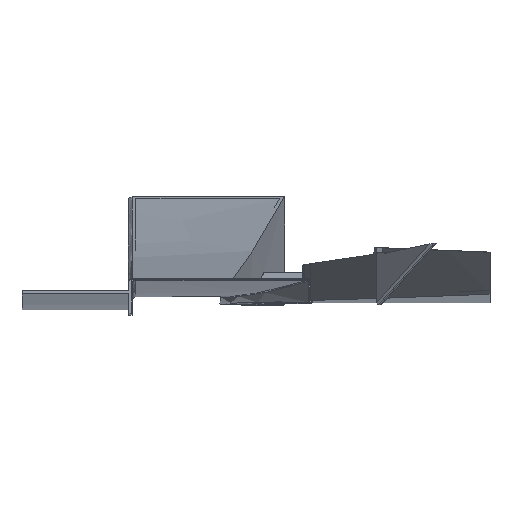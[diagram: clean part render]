
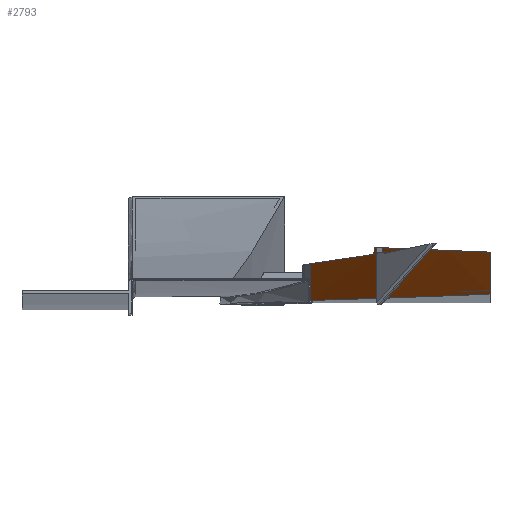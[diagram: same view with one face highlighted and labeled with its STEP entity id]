
A CAD part, top view. The second image highlights one B-rep face of the part: STEP entity #2793.
In plain terms, the highlighted free-form (B-spline) face has degree [2, 1] with [3, 2] control points.
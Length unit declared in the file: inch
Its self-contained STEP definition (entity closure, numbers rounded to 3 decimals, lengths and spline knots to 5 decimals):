
#215 = CARTESIAN_POINT ( 'NONE',  ( -4.44353, 1.59211, 27.21722 ) ) ;
#297 = EDGE_CURVE ( 'NONE', #4037, #5815, #3815, .T. ) ;
#300 = CARTESIAN_POINT ( 'NONE',  ( -6.01536, 3.83188, 24.4438 ) ) ;
#342 = CARTESIAN_POINT ( 'NONE',  ( -3.32279, 4.06562, 29.13795 ) ) ;
#399 = EDGE_CURVE ( 'NONE', #3253, #4632, #1556, .T. ) ;
#415 = LINE ( 'NONE', #6575, #1514 ) ;
#566 = VERTEX_POINT ( 'NONE', #5236 ) ;
#574 = ORIENTED_EDGE ( 'NONE', *, *, #1192, .F. ) ;
#612 = VERTEX_POINT ( 'NONE', #2279 ) ;
#672 = CARTESIAN_POINT ( 'NONE',  ( -9.28547, 3.3611, 18.25216 ) ) ;
#726 = EDGE_CURVE ( 'NONE', #5830, #2830, #415, .T. ) ;
#988 = CARTESIAN_POINT ( 'NONE',  ( -5.574, 4.16656, 25.23232 ) ) ;
#990 = CARTESIAN_POINT ( 'NONE',  ( -9.28547, 1.43932, 18.25216 ) ) ;
#1104 = CARTESIAN_POINT ( 'NONE',  ( -8.2328, 3.51952, 20.33567 ) ) ;
#1138 = CARTESIAN_POINT ( 'NONE',  ( -9.28547, 3.3611, 18.25216 ) ) ;
#1174 = CARTESIAN_POINT ( 'NONE',  ( -6.01536, 3.83188, 24.4438 ) ) ;
#1192 = EDGE_CURVE ( 'NONE', #3647, #4821, #5193, .T. ) ;
#1402 = B_SPLINE_CURVE_WITH_KNOTS ( 'NONE', 2,
 ( #3540, #3578, #7051 ),
 .UNSPECIFIED., .F., .F.,
 ( 3, 3 ),
 ( 0.56214, 0.59536 ),
 .UNSPECIFIED. ) ;
#1403 = CARTESIAN_POINT ( 'NONE',  ( -0.82833, 1.71796, 33.27481 ) ) ;
#1418 = ORIENTED_EDGE ( 'NONE', *, *, #2553, .F. ) ;
#1514 = VECTOR ( 'NONE', #5470, 39.37008 ) ;
#1550 = CARTESIAN_POINT ( 'NONE',  ( 0., 3.92351, 34.6058 ) ) ;
#1556 = LINE ( 'NONE', #4591, #5074 ) ;
#1601 = CARTESIAN_POINT ( 'NONE',  ( -2.74714, 4.03936, 30.1068 ) ) ;
#1682 = CARTESIAN_POINT ( 'NONE',  ( -6.58307, 3.75432, 23.42378 ) ) ;
#1860 = CARTESIAN_POINT ( 'NONE',  ( -6.37129, 1.53298, 23.80473 ) ) ;
#1894 = EDGE_CURVE ( 'NONE', #4632, #2830, #2434, .T. ) ;
#1969 = CARTESIAN_POINT ( 'NONE',  ( -5.91711, 4.18105, 24.62015 ) ) ;
#1979 = CARTESIAN_POINT ( 'NONE',  ( -1.64674, 1.68773, 31.9378 ) ) ;
#2002 = DIRECTION ( 'NONE',  ( 0., 1., 0. ) ) ;
#2149 = CARTESIAN_POINT ( 'NONE',  ( -6.00316, 4.18464, 24.46572 ) ) ;
#2181 = ORIENTED_EDGE ( 'NONE', *, *, #399, .T. ) ;
#2190 = CARTESIAN_POINT ( 'NONE',  ( -6.00316, 4.18464, 24.46572 ) ) ;
#2205 = CARTESIAN_POINT ( 'NONE',  ( -0.72994, 3.95371, 33.4329 ) ) ;
#2240 = ORIENTED_EDGE ( 'NONE', *, *, #297, .T. ) ;
#2279 = CARTESIAN_POINT ( 'NONE',  ( -5.574, 3.88531, 25.23232 ) ) ;
#2434 = B_SPLINE_CURVE_WITH_KNOTS ( 'NONE', 3,
 ( #6625, #4944, #3703, #2558, #2739, #6052, #1860, #5970, #5478, #215, #3167, #4204, #4900, #1979, #1403, #6545 ),
 .UNSPECIFIED., .F., .F.,
 ( 4, 2, 2, 2, 2, 2, 2, 4 ),
 ( 0., 0.05973, 0.11947, 0.1792, 0.23894, 0.29867, 0.35841, 0.47787 ),
 .UNSPECIFIED. ) ;
#2553 = EDGE_CURVE ( 'NONE', #566, #3130, #4863, .T. ) ;
#2558 = CARTESIAN_POINT ( 'NONE',  ( -7.85948, 1.49155, 21.04472 ) ) ;
#2655 = B_SPLINE_CURVE_WITH_KNOTS ( 'NONE', 3,
 ( #1550, #2205, #5701, #6897 ),
 .UNSPECIFIED., .F., .F.,
 ( 4, 4 ),
 ( 0., 0.10529 ),
 .UNSPECIFIED. ) ;
#2739 = CARTESIAN_POINT ( 'NONE',  ( -7.49249, 1.5014, 21.73737 ) ) ;
#2760 = CARTESIAN_POINT ( 'NONE',  ( 0., 4.20101, 34.6058 ) ) ;
#2793 = ADVANCED_FACE ( 'NONE', ( #3402 ), #6982, .T. ) ;
#2829 = EDGE_LOOP ( 'NONE', ( #4834, #2181, #6767, #3569, #4056, #574, #3217, #4487, #1418, #4192, #2240 ) ) ;
#2830 = VERTEX_POINT ( 'NONE', #7379 ) ;
#2966 = EDGE_CURVE ( 'NONE', #5815, #3253, #3532, .T. ) ;
#3130 = VERTEX_POINT ( 'NONE', #4175 ) ;
#3131 = CARTESIAN_POINT ( 'NONE',  ( -5.874, 3.05735, 24.69732 ) ) ;
#3148 = LINE ( 'NONE', #3642, #7219 ) ;
#3167 = CARTESIAN_POINT ( 'NONE',  ( -4.05008, 1.6049, 27.89529 ) ) ;
#3207 = CARTESIAN_POINT ( 'NONE',  ( -6.01129, 3.94946, 24.45111 ) ) ;
#3217 = ORIENTED_EDGE ( 'NONE', *, *, #6447, .F. ) ;
#3252 = CARTESIAN_POINT ( 'NONE',  ( -2.16535, 4.01451, 31.07207 ) ) ;
#3253 = VERTEX_POINT ( 'NONE', #672 ) ;
#3402 = FACE_OUTER_BOUND ( 'NONE', #2829, .T. ) ;
#3532 = B_SPLINE_CURVE_WITH_KNOTS ( 'NONE', 3,
 ( #1174, #1682, #6366, #1104, #6401, #1138 ),
 .UNSPECIFIED., .F., .F.,
 ( 4, 2, 4 ),
 ( 0., 0.08913, 0.17826 ),
 .UNSPECIFIED. ) ;
#3540 = CARTESIAN_POINT ( 'NONE',  ( -5.874, 3.88531, 24.69732 ) ) ;
#3569 = ORIENTED_EDGE ( 'NONE', *, *, #726, .F. ) ;
#3578 = CARTESIAN_POINT ( 'NONE',  ( -5.72526, 3.88531, 24.96359 ) ) ;
#3606 = B_SPLINE_CURVE_WITH_KNOTS ( 'NONE', 3,
 ( #2149, #4493, #1969, #5113 ),
 .UNSPECIFIED., .F., .F.,
 ( 4, 4 ),
 ( 0.00004, 0.00678 ),
 .UNSPECIFIED. ) ;
#3642 = CARTESIAN_POINT ( 'NONE',  ( -5.574, 3.05735, 25.23232 ) ) ;
#3647 = VERTEX_POINT ( 'NONE', #4276 ) ;
#3703 = CARTESIAN_POINT ( 'NONE',  ( -8.58177, 1.47285, 19.6533 ) ) ;
#3815 = B_SPLINE_CURVE_WITH_KNOTS ( 'NONE', 3,
 ( #4822, #7171, #3207, #300 ),
 .UNSPECIFIED., .F., .F.,
 ( 4, 4 ),
 ( 0.01257, 0.02155 ),
 .UNSPECIFIED. ) ;
#3818 = CARTESIAN_POINT ( 'NONE',  ( -6.01536, 3.83188, 24.4438 ) ) ;
#3827 = CARTESIAN_POINT ( 'NONE',  ( -9.28547, 1.45569, 18.25216 ) ) ;
#4011 = EDGE_CURVE ( 'NONE', #4037, #566, #3606, .T. ) ;
#4037 = VERTEX_POINT ( 'NONE', #2190 ) ;
#4056 = ORIENTED_EDGE ( 'NONE', *, *, #6016, .T. ) ;
#4175 = CARTESIAN_POINT ( 'NONE',  ( -5.874, 3.88531, 24.69732 ) ) ;
#4192 = ORIENTED_EDGE ( 'NONE', *, *, #4011, .F. ) ;
#4204 = CARTESIAN_POINT ( 'NONE',  ( -3.25648, 1.63142, 29.24734 ) ) ;
#4276 = CARTESIAN_POINT ( 'NONE',  ( -5.574, 4.16656, 25.23232 ) ) ;
#4444 = CARTESIAN_POINT ( 'NONE',  ( -5.78173, 4.20101, 25.31548 ) ) ;
#4487 = ORIENTED_EDGE ( 'NONE', *, *, #5036, .F. ) ;
#4493 = CARTESIAN_POINT ( 'NONE',  ( -5.96016, 4.18285, 24.54295 ) ) ;
#4560 = CARTESIAN_POINT ( 'NONE',  ( -5.78173, 1.43932, 25.31548 ) ) ;
#4591 = CARTESIAN_POINT ( 'NONE',  ( -9.28547, 11.93, 18.25216 ) ) ;
#4632 = VERTEX_POINT ( 'NONE', #3827 ) ;
#4821 = VERTEX_POINT ( 'NONE', #7482 ) ;
#4822 = CARTESIAN_POINT ( 'NONE',  ( -6.00316, 4.18464, 24.46572 ) ) ;
#4834 = ORIENTED_EDGE ( 'NONE', *, *, #2966, .T. ) ;
#4863 = LINE ( 'NONE', #3131, #5060 ) ;
#4900 = CARTESIAN_POINT ( 'NONE',  ( -2.85631, 1.64515, 29.92133 ) ) ;
#4944 = CARTESIAN_POINT ( 'NONE',  ( -8.93706, 1.46401, 18.95453 ) ) ;
#5036 = EDGE_CURVE ( 'NONE', #3130, #612, #1402, .T. ) ;
#5060 = VECTOR ( 'NONE', #5522, 39.37008 ) ;
#5074 = VECTOR ( 'NONE', #6940, 39.37008 ) ;
#5106 = CARTESIAN_POINT ( 'NONE',  ( 0., 1.43932, 34.6058 ) ) ;
#5113 = CARTESIAN_POINT ( 'NONE',  ( -5.874, 4.17925, 24.69732 ) ) ;
#5193 = B_SPLINE_CURVE_WITH_KNOTS ( 'NONE', 3,
 ( #988, #6250, #6216, #342, #1601, #3252 ),
 .UNSPECIFIED., .F., .F.,
 ( 4, 2, 4 ),
 ( 0.02236, 0.10826, 0.19417 ),
 .UNSPECIFIED. ) ;
#5236 = CARTESIAN_POINT ( 'NONE',  ( -5.874, 4.17925, 24.69732 ) ) ;
#5470 = DIRECTION ( 'NONE',  ( 0., -1., 0. ) ) ;
#5478 = CARTESIAN_POINT ( 'NONE',  ( -5.22271, 1.56749, 25.8568 ) ) ;
#5522 = DIRECTION ( 'NONE',  ( 0., -1., 0. ) ) ;
#5701 = CARTESIAN_POINT ( 'NONE',  ( -1.45222, 3.98404, 32.25525 ) ) ;
#5815 = VERTEX_POINT ( 'NONE', #3818 ) ;
#5830 = VERTEX_POINT ( 'NONE', #6163 ) ;
#5970 = CARTESIAN_POINT ( 'NONE',  ( -5.60846, 1.55566, 25.17442 ) ) ;
#6016 = EDGE_CURVE ( 'NONE', #5830, #4821, #2655, .T. ) ;
#6052 = CARTESIAN_POINT ( 'NONE',  ( -6.74839, 1.52212, 23.11738 ) ) ;
#6163 = CARTESIAN_POINT ( 'NONE',  ( 0., 3.92351, 34.6058 ) ) ;
#6216 = CARTESIAN_POINT ( 'NONE',  ( -4.4598, 4.11755, 27.19179 ) ) ;
#6250 = CARTESIAN_POINT ( 'NONE',  ( -5.02117, 4.14297, 26.21449 ) ) ;
#6366 = CARTESIAN_POINT ( 'NONE',  ( -7.14099, 3.67637, 22.39861 ) ) ;
#6401 = CARTESIAN_POINT ( 'NONE',  ( -8.76673, 3.44062, 19.2979 ) ) ;
#6447 = EDGE_CURVE ( 'NONE', #612, #3647, #3148, .T. ) ;
#6545 = CARTESIAN_POINT ( 'NONE',  ( 0., 1.75, 34.6058 ) ) ;
#6575 = CARTESIAN_POINT ( 'NONE',  ( 0., 11.93, 34.6058 ) ) ;
#6625 = CARTESIAN_POINT ( 'NONE',  ( -9.28547, 1.45569, 18.25216 ) ) ;
#6767 = ORIENTED_EDGE ( 'NONE', *, *, #1894, .T. ) ;
#6897 = CARTESIAN_POINT ( 'NONE',  ( -2.16535, 4.01451, 31.07207 ) ) ;
#6940 = DIRECTION ( 'NONE',  ( 0., -1., 0. ) ) ;
#6982 = B_SPLINE_SURFACE_WITH_KNOTS ( 'NONE', 2, 1, ( 
 ( #7417, #990 ),
 ( #4444, #4560 ),
 ( #2760, #5106 ) ),
 .UNSPECIFIED., .F., .F., .F.,
 ( 3, 3 ),
 ( 2, 2 ),
 ( 0., 1. ),
 ( 0., 1. ),
 .UNSPECIFIED. ) ;
#7051 = CARTESIAN_POINT ( 'NONE',  ( -5.574, 3.88531, 25.23232 ) ) ;
#7171 = CARTESIAN_POINT ( 'NONE',  ( -6.00723, 4.06705, 24.45842 ) ) ;
#7219 = VECTOR ( 'NONE', #2002, 39.37008 ) ;
#7379 = CARTESIAN_POINT ( 'NONE',  ( 0., 1.75, 34.6058 ) ) ;
#7417 = CARTESIAN_POINT ( 'NONE',  ( -9.28547, 4.20101, 18.25216 ) ) ;
#7482 = CARTESIAN_POINT ( 'NONE',  ( -2.16535, 4.01451, 31.07207 ) ) ;
